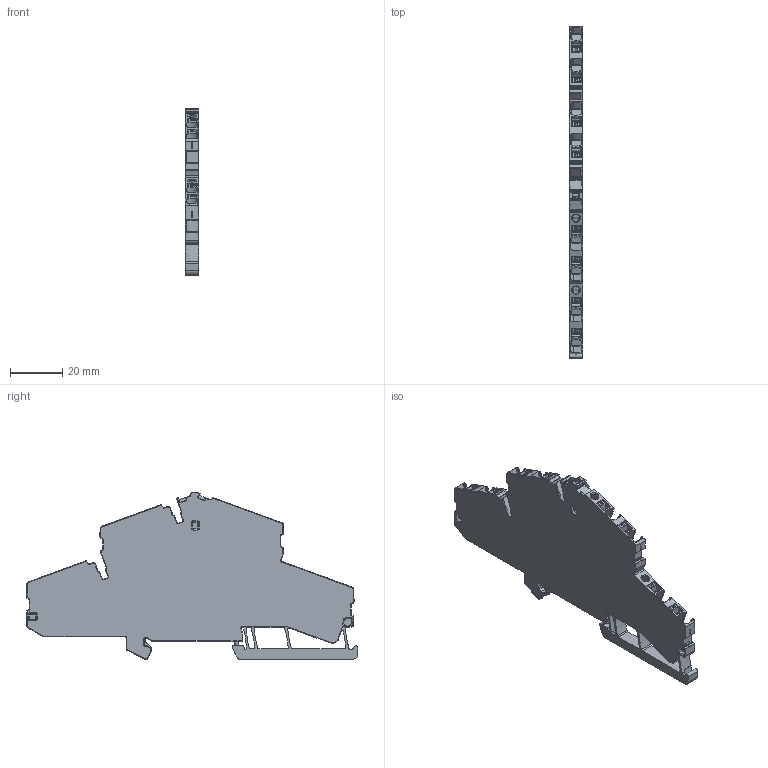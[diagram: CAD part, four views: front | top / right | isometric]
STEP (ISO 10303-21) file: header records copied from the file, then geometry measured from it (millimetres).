
FILE_DESCRIPTION(('CATIA V5 STEP Exchange','CAx-IF Rec.Pracs.--- Model Styling and Organization---1.5--- 2016-08-15','CAx-IF Rec.Pracs.---Supplemental Geometry---1.0---2011-11-01','CAx-IF Rec.Pracs.--- Composite Materials ---1.1---2010-07-15'),'2;1');
FILE_NAME ('D1628607_0', '2024-09-24T07:17:25+00:00', ('none'), ('Weidmueller'), 'CATIA Version 5-6 Release 2022 SP4 HF5', 'CATIA V5 STEP AP214 v3', 'none');
FILE_SCHEMA(('AUTOMOTIVE_DESIGN { 1 0 10303 214 1 1 1 1 }'));
Products named in the file (1): 3093160000
Bounding box: 5.1 x 127.63 x 64.25 mm (x, y, z)
Volume: 23609.4 mm3; surface area: 15085.3 mm2
Topology: 1 solids, 2 shells, 1689 faces, 4659 edges, 3003 vertices
Faces by surface type: cylinder 798, plane 715, torus 80, bspline 79, cone 14, sphere 3
Entity records: 60112 total; most frequent: CARTESIAN_POINT 17358, ORIENTED_EDGE 9314, DIRECTION 7076, EDGE_CURVE 4657, VERTEX_POINT 3003, AXIS2_PLACEMENT_3D 2865, VECTOR 2743, LINE 2743
